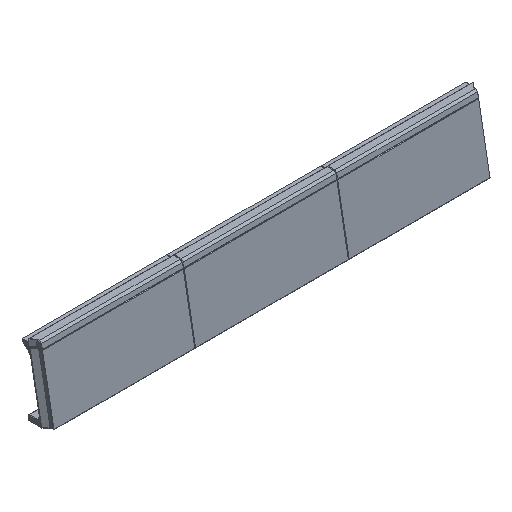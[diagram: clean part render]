
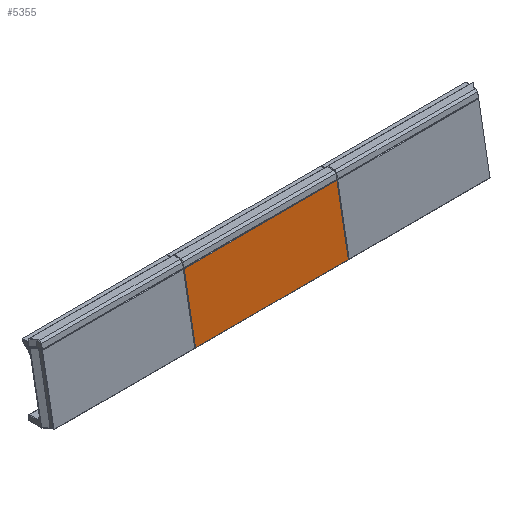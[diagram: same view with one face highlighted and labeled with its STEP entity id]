
A CAD part, isometric view. The second image highlights one B-rep face of the part: STEP entity #5355.
In plain terms, the highlighted planar face has unit normal (0, -0.984, 0.179).
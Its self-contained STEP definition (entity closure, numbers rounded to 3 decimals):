
#433=FACE_OUTER_BOUND('',#779,.T.);
#779=EDGE_LOOP('',(#4183,#4184,#4185,#4186,#4187,#4188,#4189));
#1266=LINE('',#8308,#1913);
#1270=LINE('',#8315,#1917);
#1277=LINE('',#8328,#1924);
#1284=LINE('',#8341,#1931);
#1285=LINE('',#8344,#1932);
#1287=LINE('',#8347,#1934);
#1289=LINE('',#8352,#1936);
#1913=VECTOR('',#6757,10.);
#1917=VECTOR('',#6763,10.);
#1924=VECTOR('',#6776,10.);
#1931=VECTOR('',#6787,10.);
#1932=VECTOR('',#6790,10.);
#1934=VECTOR('',#6794,10.);
#1936=VECTOR('',#6802,10.);
#2471=VERTEX_POINT('',#8305);
#2472=VERTEX_POINT('',#8307);
#2474=VERTEX_POINT('',#8313);
#2477=VERTEX_POINT('',#8326);
#2480=VERTEX_POINT('',#8337);
#2481=VERTEX_POINT('',#8339);
#2482=VERTEX_POINT('',#8343);
#3057=EDGE_CURVE('',#2471,#2472,#1266,.T.);
#3061=EDGE_CURVE('',#2474,#2471,#1270,.T.);
#3068=EDGE_CURVE('',#2477,#2474,#1277,.T.);
#3075=EDGE_CURVE('',#2481,#2480,#1284,.T.);
#3076=EDGE_CURVE('',#2482,#2477,#1285,.T.);
#3078=EDGE_CURVE('',#2480,#2482,#1287,.T.);
#3080=EDGE_CURVE('',#2472,#2481,#1289,.T.);
#4183=ORIENTED_EDGE('',*,*,#3061,.F.);
#4184=ORIENTED_EDGE('',*,*,#3068,.F.);
#4185=ORIENTED_EDGE('',*,*,#3076,.F.);
#4186=ORIENTED_EDGE('',*,*,#3078,.F.);
#4187=ORIENTED_EDGE('',*,*,#3075,.F.);
#4188=ORIENTED_EDGE('',*,*,#3080,.F.);
#4189=ORIENTED_EDGE('',*,*,#3057,.F.);
#5067=PLANE('',#5811);
#5355=ADVANCED_FACE('',(#433),#5067,.F.);
#5811=AXIS2_PLACEMENT_3D('',#8351,#6800,#6801);
#6757=DIRECTION('',(1.,0.,0.));
#6763=DIRECTION('',(0.,0.179,0.984));
#6776=DIRECTION('',(0.,0.179,0.984));
#6787=DIRECTION('',(-0.701,-0.128,-0.701));
#6790=DIRECTION('',(-0.701,0.128,0.701));
#6794=DIRECTION('',(-1.,0.,0.));
#6800=DIRECTION('center_axis',(0.,0.984,-0.179));
#6801=DIRECTION('ref_axis',(0.,0.179,0.984));
#6802=DIRECTION('',(0.,-0.179,-0.984));
#8305=CARTESIAN_POINT('',(-72.58,-239.375,65.193));
#8307=CARTESIAN_POINT('',(72.591,-239.375,65.193));
#8308=CARTESIAN_POINT('',(-146.035,-239.375,65.193));
#8313=CARTESIAN_POINT('',(-72.58,-249.395,10.087));
#8315=CARTESIAN_POINT('',(-72.58,-249.579,9.073));
#8326=CARTESIAN_POINT('',(-72.58,-250.202,5.648));
#8328=CARTESIAN_POINT('',(-72.58,-249.579,9.073));
#8337=CARTESIAN_POINT('',(72.424,-250.232,5.481));
#8339=CARTESIAN_POINT('',(72.591,-250.202,5.648));
#8341=CARTESIAN_POINT('',(-7.055,-264.683,-73.998));
#8343=CARTESIAN_POINT('',(-72.413,-250.232,5.481));
#8344=CARTESIAN_POINT('',(-126.736,-240.355,59.804));
#8347=CARTESIAN_POINT('',(-146.035,-250.232,5.481));
#8351=CARTESIAN_POINT('Origin',(-292.076,-250.122,6.087));
#8352=CARTESIAN_POINT('',(72.591,-245.329,32.449));
